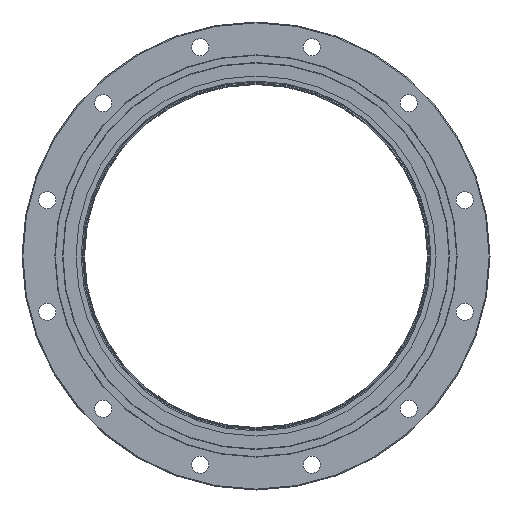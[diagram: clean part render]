
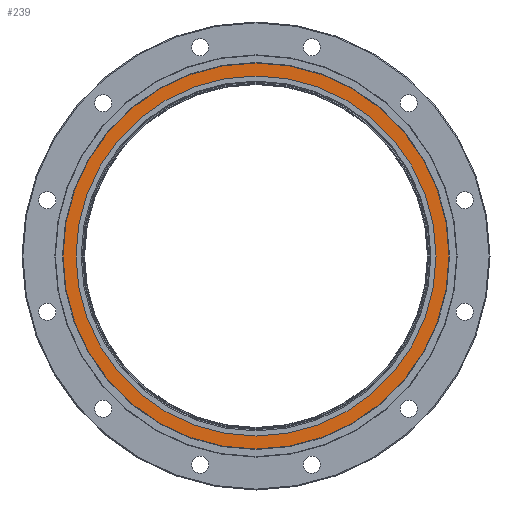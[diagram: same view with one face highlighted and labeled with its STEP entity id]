
A CAD part, left-side view. The second image highlights one B-rep face of the part: STEP entity #239.
In plain terms, the highlighted planar face has unit normal (-1, 0, 0).
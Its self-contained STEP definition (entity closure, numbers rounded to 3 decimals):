
#239=ADVANCED_FACE('',(#1288,#1289),#1287,.T.);
#1287=PLANE('',#3856);
#1288=FACE_OUTER_BOUND('',#3857,.T.);
#1289=FACE_BOUND('',#3858,.T.);
#3853=CARTESIAN_POINT('',(-75.,-381.525,-439.));
#3854=DIRECTION('',(-1.,0.,0.));
#3855=DIRECTION('',(0.,0.,1.));
#3856=AXIS2_PLACEMENT_3D('',#3853,#3854,#3855);
#3857=EDGE_LOOP('',(#4965,#4966));
#3858=EDGE_LOOP('',(#4967,#4968));
#4965=ORIENTED_EDGE('',*,*,#5625,.T.);
#4966=ORIENTED_EDGE('',*,*,#5626,.T.);
#4967=ORIENTED_EDGE('',*,*,#5627,.F.);
#4968=ORIENTED_EDGE('',*,*,#5628,.F.);
#5625=EDGE_CURVE('',#7397,#7398,#7399,.T.);
#5626=EDGE_CURVE('',#7398,#7397,#7405,.T.);
#5627=EDGE_CURVE('',#7411,#7412,#7413,.T.);
#5628=EDGE_CURVE('',#7412,#7411,#7419,.T.);
#7397=VERTEX_POINT('',#9757);
#7398=VERTEX_POINT('',#9758);
#7399=CIRCLE('',#9762,214.5);
#7405=CIRCLE('',#9766,214.5);
#7411=VERTEX_POINT('',#9767);
#7412=VERTEX_POINT('',#9768);
#7413=CIRCLE('',#9772,200.);
#7419=CIRCLE('',#9776,200.);
#9757=CARTESIAN_POINT('',(-75.,0.,214.5));
#9758=CARTESIAN_POINT('',(-75.,0.,-214.5));
#9759=CARTESIAN_POINT('',(-75.,0.,0.));
#9760=DIRECTION('',(-1.,0.,0.));
#9761=DIRECTION('',(0.,0.,1.));
#9762=AXIS2_PLACEMENT_3D('',#9759,#9760,#9761);
#9763=CARTESIAN_POINT('',(-75.,0.,0.));
#9764=DIRECTION('',(-1.,0.,0.));
#9765=DIRECTION('',(0.,0.,1.));
#9766=AXIS2_PLACEMENT_3D('',#9763,#9764,#9765);
#9767=CARTESIAN_POINT('',(-75.,0.,-200.));
#9768=CARTESIAN_POINT('',(-75.,0.,200.));
#9769=CARTESIAN_POINT('',(-75.,0.,0.));
#9770=DIRECTION('',(-1.,0.,0.));
#9771=DIRECTION('',(0.,0.,1.));
#9772=AXIS2_PLACEMENT_3D('',#9769,#9770,#9771);
#9773=CARTESIAN_POINT('',(-75.,0.,0.));
#9774=DIRECTION('',(-1.,0.,0.));
#9775=DIRECTION('',(0.,0.,1.));
#9776=AXIS2_PLACEMENT_3D('',#9773,#9774,#9775);
